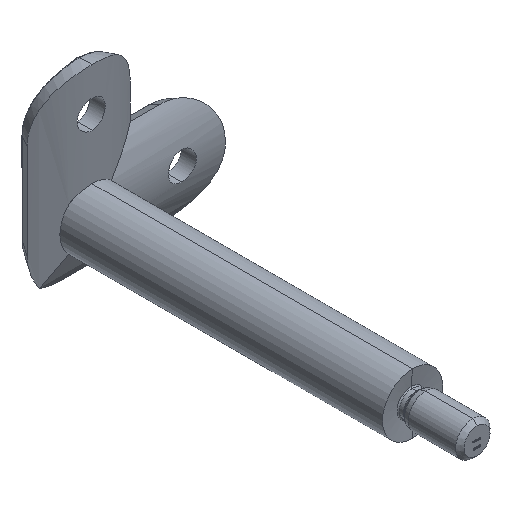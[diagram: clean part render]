
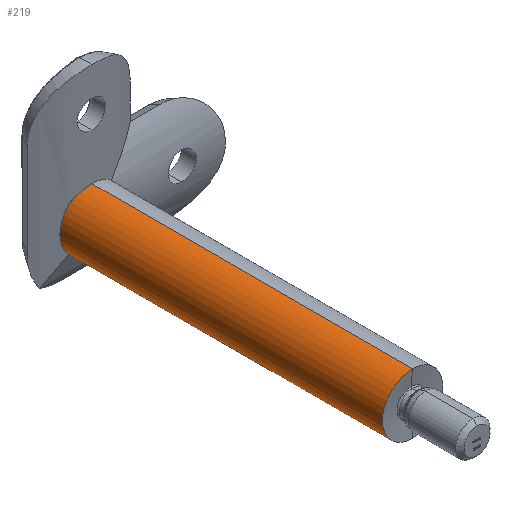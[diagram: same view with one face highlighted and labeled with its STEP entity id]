
A CAD part, isometric view. The second image highlights one B-rep face of the part: STEP entity #219.
In plain terms, the highlighted cylindrical face has radius 7 mm (diameter 14 mm), a partial arc.
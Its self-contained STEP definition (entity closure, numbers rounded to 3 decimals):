
#21 = CIRCLE ( 'NONE', #9798, 7. ) ;
#219 = ADVANCED_FACE ( 'NONE', ( #10532 ), #3428, .T. ) ;
#389 = LINE ( 'NONE', #9457, #12669 ) ;
#398 = ORIENTED_EDGE ( 'NONE', *, *, #1722, .F. ) ;
#1017 = EDGE_CURVE ( 'NONE', #1442, #9328, #1883, .T. ) ;
#1442 = VERTEX_POINT ( 'NONE', #5553 ) ;
#1722 = EDGE_CURVE ( 'NONE', #1946, #1442, #2811, .T. ) ;
#1883 = CIRCLE ( 'NONE', #11720, 7. ) ;
#1946 = VERTEX_POINT ( 'NONE', #8674 ) ;
#2127 = ORIENTED_EDGE ( 'NONE', *, *, #5743, .T. ) ;
#2811 = LINE ( 'NONE', #14806, #7678 ) ;
#3418 = ORIENTED_EDGE ( 'NONE', *, *, #15422, .T. ) ;
#3428 = CYLINDRICAL_SURFACE ( 'NONE', #13752, 7. ) ;
#4309 = DIRECTION ( 'NONE',  ( 0., -1., 0. ) ) ;
#4856 = VERTEX_POINT ( 'NONE', #11228 ) ;
#5356 = DIRECTION ( 'NONE',  ( 0., -1., 0. ) ) ;
#5553 = CARTESIAN_POINT ( 'NONE',  ( 0., 0., 7. ) ) ;
#5743 = EDGE_CURVE ( 'NONE', #4856, #9328, #389, .T. ) ;
#7203 = CARTESIAN_POINT ( 'NONE',  ( 0., 0., -7. ) ) ;
#7310 = DIRECTION ( 'NONE',  ( 0., -1., 0. ) ) ;
#7544 = DIRECTION ( 'NONE',  ( 0., 0., -1. ) ) ;
#7678 = VECTOR ( 'NONE', #13789, 1000. ) ;
#7769 = CARTESIAN_POINT ( 'NONE',  ( 0., 75., 0. ) ) ;
#8674 = CARTESIAN_POINT ( 'NONE',  ( 0., 75., 7. ) ) ;
#8841 = DIRECTION ( 'NONE',  ( 0., 0., -1. ) ) ;
#9328 = VERTEX_POINT ( 'NONE', #7203 ) ;
#9457 = CARTESIAN_POINT ( 'NONE',  ( 0., 0., -7. ) ) ;
#9798 = AXIS2_PLACEMENT_3D ( 'NONE', #7769, #7310, #7544 ) ;
#9953 = CARTESIAN_POINT ( 'NONE',  ( 0., 0., 0. ) ) ;
#10033 = CARTESIAN_POINT ( 'NONE',  ( 0., 0., 0. ) ) ;
#10532 = FACE_OUTER_BOUND ( 'NONE', #15399, .T. ) ;
#11228 = CARTESIAN_POINT ( 'NONE',  ( 0., 75., -7. ) ) ;
#11720 = AXIS2_PLACEMENT_3D ( 'NONE', #9953, #5356, #13500 ) ;
#11932 = DIRECTION ( 'NONE',  ( 0., -1., 0. ) ) ;
#12669 = VECTOR ( 'NONE', #11932, 1000. ) ;
#13500 = DIRECTION ( 'NONE',  ( 0., 0., -1. ) ) ;
#13752 = AXIS2_PLACEMENT_3D ( 'NONE', #10033, #4309, #8841 ) ;
#13789 = DIRECTION ( 'NONE',  ( 0., -1., 0. ) ) ;
#14806 = CARTESIAN_POINT ( 'NONE',  ( 0., 0., 7. ) ) ;
#14947 = ORIENTED_EDGE ( 'NONE', *, *, #1017, .F. ) ;
#15399 = EDGE_LOOP ( 'NONE', ( #398, #3418, #2127, #14947 ) ) ;
#15422 = EDGE_CURVE ( 'NONE', #1946, #4856, #21, .T. ) ;
